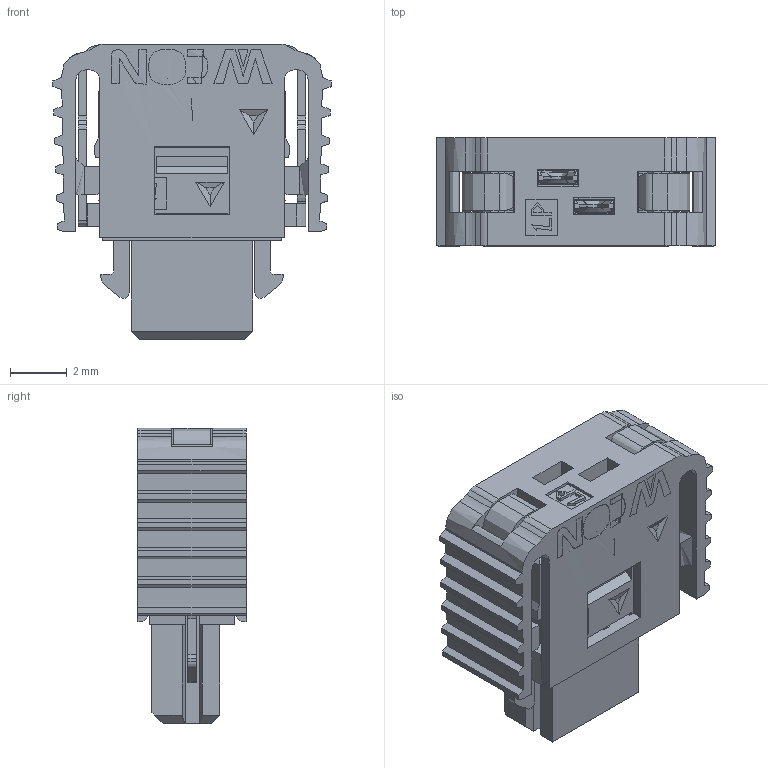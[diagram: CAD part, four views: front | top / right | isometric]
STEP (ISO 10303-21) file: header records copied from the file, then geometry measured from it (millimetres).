
FILE_DESCRIPTION( ('This file contains a STEP AP42 implementation' ,'as created by ZW3D STEP Interface translator.') ,'2;1' );
FILE_NAME( '3917-002RS3TM1WBT1.stp' ,'23 926.11 226', (''), ('ZWCAD Software Co.'), 'Version 1.0', 'ZW3D to STEP translator', '' );
FILE_SCHEMA(('AUTOMOTIVE_DESIGN { 1 0 10303 214 1 1 1 1 }'));
Length unit declared in the file: millimetre
Products named in the file (2): 0; 3917-002RS3TM1WBT1
Bounding box: 9.79 x 3.8 x 10.4 mm (x, y, z)
Volume: 191.3 mm3
Topology: 1 solids, 3 shells, 1088 faces, 2973 edges, 1900 vertices
Faces by surface type: plane 770, cylinder 240, bspline 66, cone 12
Entity records: 36944 total; most frequent: CARTESIAN_POINT 8451, ORIENTED_EDGE 5950, DIRECTION 5290, EDGE_CURVE 2968, VECTOR 2326, LINE 2326, VERTEX_POINT 1891, AXIS2_PLACEMENT_3D 1482
